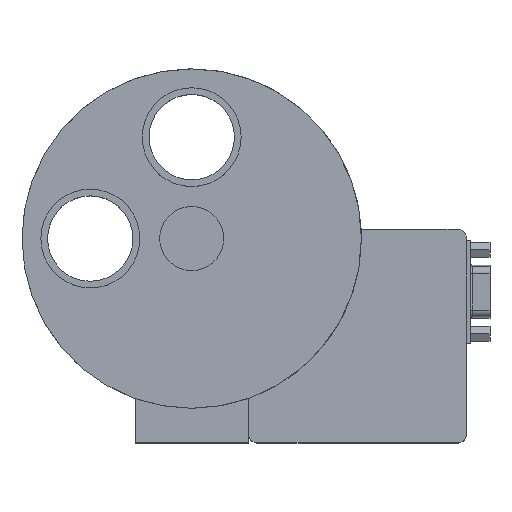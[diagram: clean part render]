
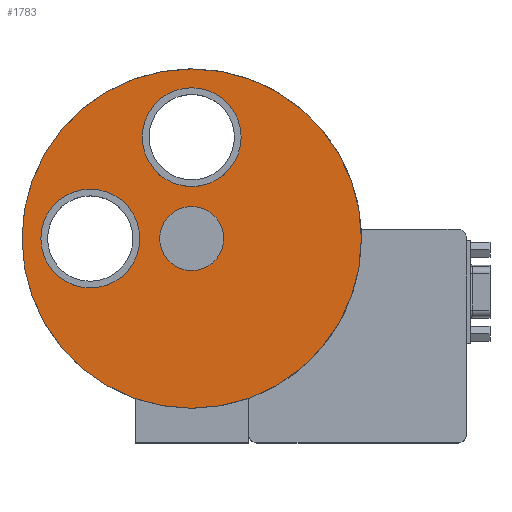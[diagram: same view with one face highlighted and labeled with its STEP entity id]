
A CAD part, top view. The second image highlights one B-rep face of the part: STEP entity #1783.
In plain terms, the highlighted planar face has unit normal (0, 0, 1).
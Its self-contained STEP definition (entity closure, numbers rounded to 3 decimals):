
#10 = FACE_OUTER_BOUND ( 'NONE', #1854, .T. ) ;
#26 = VERTEX_POINT ( 'NONE', #2554 ) ;
#70 = DIRECTION ( 'NONE',  ( 1., 0., 0. ) ) ;
#309 = DIRECTION ( 'NONE',  ( 0., 0., 1. ) ) ;
#315 = EDGE_LOOP ( 'NONE', ( #2266, #2508 ) ) ;
#371 = EDGE_CURVE ( 'NONE', #961, #26, #1471, .T. ) ;
#417 = AXIS2_PLACEMENT_3D ( 'NONE', #2823, #1278, #2886 ) ;
#427 = DIRECTION ( 'NONE',  ( 0., 0., 1. ) ) ;
#465 = FACE_BOUND ( 'NONE', #2216, .T. ) ;
#536 = CARTESIAN_POINT ( 'NONE',  ( 0., 30.17, 0. ) ) ;
#558 = AXIS2_PLACEMENT_3D ( 'NONE', #1817, #574, #3461 ) ;
#574 = DIRECTION ( 'NONE',  ( 0., 0., 1. ) ) ;
#611 = CIRCLE ( 'NONE', #558, 50.485 ) ;
#731 = CARTESIAN_POINT ( 'NONE',  ( 14.7, 30.17, 0. ) ) ;
#819 = VERTEX_POINT ( 'NONE', #3745 ) ;
#874 = VERTEX_POINT ( 'NONE', #2074 ) ;
#893 = EDGE_CURVE ( 'NONE', #1703, #1593, #3663, .T. ) ;
#961 = VERTEX_POINT ( 'NONE', #1980 ) ;
#995 = CIRCLE ( 'NONE', #4004, 9.525 ) ;
#1040 = EDGE_CURVE ( 'NONE', #819, #3346, #995, .T. ) ;
#1150 = ORIENTED_EDGE ( 'NONE', *, *, #893, .F. ) ;
#1193 = DIRECTION ( 'NONE',  ( 0., 0., 1. ) ) ;
#1227 = CARTESIAN_POINT ( 'NONE',  ( 0., 0., 0. ) ) ;
#1278 = DIRECTION ( 'NONE',  ( 0., 0., 1. ) ) ;
#1381 = CARTESIAN_POINT ( 'NONE',  ( 0., 0., 0. ) ) ;
#1425 = ORIENTED_EDGE ( 'NONE', *, *, #1040, .F. ) ;
#1427 = AXIS2_PLACEMENT_3D ( 'NONE', #2842, #309, #2200 ) ;
#1471 = CIRCLE ( 'NONE', #1427, 14.7 ) ;
#1528 = AXIS2_PLACEMENT_3D ( 'NONE', #3987, #3074, #3700 ) ;
#1593 = VERTEX_POINT ( 'NONE', #731 ) ;
#1688 = FACE_BOUND ( 'NONE', #3721, .T. ) ;
#1703 = VERTEX_POINT ( 'NONE', #3615 ) ;
#1706 = ORIENTED_EDGE ( 'NONE', *, *, #1813, .T. ) ;
#1711 = ORIENTED_EDGE ( 'NONE', *, *, #3534, .F. ) ;
#1781 = AXIS2_PLACEMENT_3D ( 'NONE', #1381, #427, #3882 ) ;
#1783 = ADVANCED_FACE ( 'NONE', ( #465, #2900, #1688, #10 ), #2407, .T. ) ;
#1813 = EDGE_CURVE ( 'NONE', #1896, #874, #611, .T. ) ;
#1817 = CARTESIAN_POINT ( 'NONE',  ( 0., 0., 0. ) ) ;
#1844 = DIRECTION ( 'NONE',  ( 1., 0., 0. ) ) ;
#1854 = EDGE_LOOP ( 'NONE', ( #1706, #2998 ) ) ;
#1896 = VERTEX_POINT ( 'NONE', #3110 ) ;
#1980 = CARTESIAN_POINT ( 'NONE',  ( -15.47, 0., 0. ) ) ;
#2013 = DIRECTION ( 'NONE',  ( 0., 0., 1. ) ) ;
#2074 = CARTESIAN_POINT ( 'NONE',  ( -50.485, 0., 0. ) ) ;
#2076 = CIRCLE ( 'NONE', #417, 14.7 ) ;
#2200 = DIRECTION ( 'NONE',  ( 1., 0., 0. ) ) ;
#2216 = EDGE_LOOP ( 'NONE', ( #1150, #1711 ) ) ;
#2266 = ORIENTED_EDGE ( 'NONE', *, *, #3031, .F. ) ;
#2369 = CIRCLE ( 'NONE', #1781, 50.485 ) ;
#2407 = PLANE ( 'NONE',  #1528 ) ;
#2454 = ORIENTED_EDGE ( 'NONE', *, *, #3259, .F. ) ;
#2508 = ORIENTED_EDGE ( 'NONE', *, *, #371, .F. ) ;
#2526 = CARTESIAN_POINT ( 'NONE',  ( 9.525, 0., 0. ) ) ;
#2550 = CARTESIAN_POINT ( 'NONE',  ( 0., 30.17, 0. ) ) ;
#2554 = CARTESIAN_POINT ( 'NONE',  ( -44.87, 0., 0. ) ) ;
#2569 = CIRCLE ( 'NONE', #3251, 14.7 ) ;
#2733 = CARTESIAN_POINT ( 'NONE',  ( 0., 0., 0. ) ) ;
#2747 = DIRECTION ( 'NONE',  ( 1., 0., 0. ) ) ;
#2823 = CARTESIAN_POINT ( 'NONE',  ( -30.17, 0., 0. ) ) ;
#2842 = CARTESIAN_POINT ( 'NONE',  ( -30.17, 0., 0. ) ) ;
#2886 = DIRECTION ( 'NONE',  ( 1., 0., 0. ) ) ;
#2900 = FACE_BOUND ( 'NONE', #315, .T. ) ;
#2944 = AXIS2_PLACEMENT_3D ( 'NONE', #2550, #2013, #70 ) ;
#2998 = ORIENTED_EDGE ( 'NONE', *, *, #3983, .T. ) ;
#3031 = EDGE_CURVE ( 'NONE', #26, #961, #2076, .T. ) ;
#3074 = DIRECTION ( 'NONE',  ( 0., 0., 1. ) ) ;
#3110 = CARTESIAN_POINT ( 'NONE',  ( 50.485, 0., 0. ) ) ;
#3251 = AXIS2_PLACEMENT_3D ( 'NONE', #536, #1193, #2747 ) ;
#3259 = EDGE_CURVE ( 'NONE', #3346, #819, #3871, .T. ) ;
#3346 = VERTEX_POINT ( 'NONE', #2526 ) ;
#3461 = DIRECTION ( 'NONE',  ( 1., 0., 0. ) ) ;
#3534 = EDGE_CURVE ( 'NONE', #1593, #1703, #2569, .T. ) ;
#3615 = CARTESIAN_POINT ( 'NONE',  ( -14.7, 30.17, 0. ) ) ;
#3663 = CIRCLE ( 'NONE', #2944, 14.7 ) ;
#3695 = DIRECTION ( 'NONE',  ( 0., 0., 1. ) ) ;
#3700 = DIRECTION ( 'NONE',  ( 1., 0., 0. ) ) ;
#3721 = EDGE_LOOP ( 'NONE', ( #1425, #2454 ) ) ;
#3745 = CARTESIAN_POINT ( 'NONE',  ( -9.525, 0., 0. ) ) ;
#3769 = DIRECTION ( 'NONE',  ( 0., 0., 1. ) ) ;
#3871 = CIRCLE ( 'NONE', #3903, 9.525 ) ;
#3882 = DIRECTION ( 'NONE',  ( 1., 0., 0. ) ) ;
#3903 = AXIS2_PLACEMENT_3D ( 'NONE', #1227, #3769, #1844 ) ;
#3983 = EDGE_CURVE ( 'NONE', #874, #1896, #2369, .T. ) ;
#3987 = CARTESIAN_POINT ( 'NONE',  ( 0., 0., 0. ) ) ;
#4004 = AXIS2_PLACEMENT_3D ( 'NONE', #2733, #3695, #4011 ) ;
#4011 = DIRECTION ( 'NONE',  ( 1., 0., 0. ) ) ;
